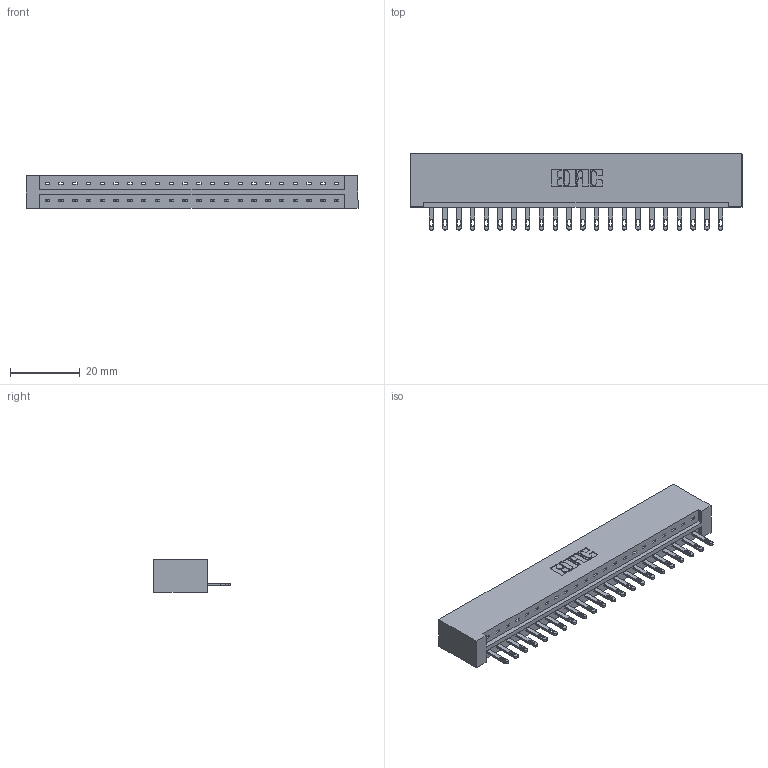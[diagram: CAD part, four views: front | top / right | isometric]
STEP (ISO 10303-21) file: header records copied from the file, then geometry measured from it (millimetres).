
FILE_DESCRIPTION (( 'STEP AP203' ), '1' );
FILE_NAME ('333-022-500-101.STEP', '2018-08-02T01:27:58', ( '' ), ( '' ), 'SwSTEP 2.0', 'SolidWorks 2016', '' );
FILE_SCHEMA (( 'CONFIG_CONTROL_DESIGN' ));
Length unit declared in the file: inch
Products named in the file (3): 333 Part_Lugless; 345-292-001_345-293-100; 333-022-500-101
Assembly tree (23 placements, depth 2):
  333-022-500-101
    333 Part_Lugless
    345-292-001_345-293-100  x22
Bounding box: 95.43 x 21.85 x 9.4 mm (x, y, z)
Volume: 10057.1 mm3; surface area: 10760.6 mm2
Topology: 23 solids, 23 shells, 1294 faces, 3983 edges, 2654 vertices
Faces by surface type: plane 858, cylinder 436
Entity records: 15689 total; most frequent: CARTESIAN_POINT 2716, ORIENTED_EDGE 2674, DIRECTION 2325, EDGE_CURVE 1337, VECTOR 1213, LINE 1213, VERTEX_POINT 890, AXIS2_PLACEMENT_3D 556
